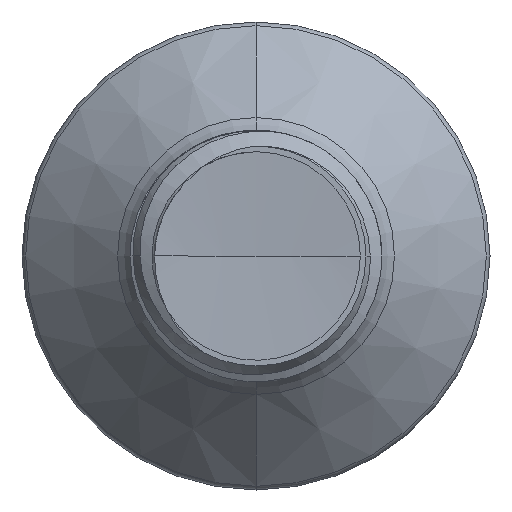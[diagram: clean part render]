
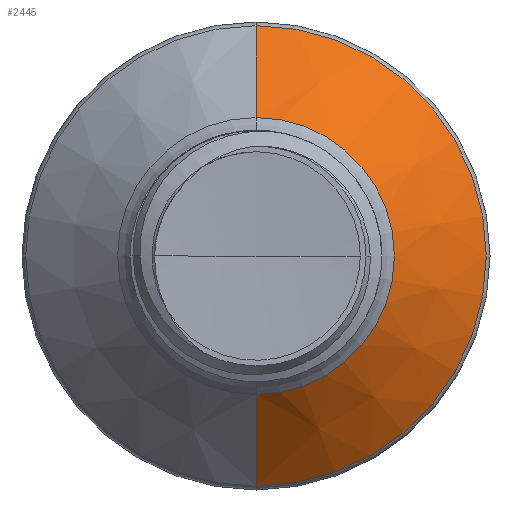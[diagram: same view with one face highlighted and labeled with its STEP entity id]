
A CAD part, front view. The second image highlights one B-rep face of the part: STEP entity #2445.
In plain terms, the highlighted conical face has half-angle 45 degrees and reference radius 2.75 mm.
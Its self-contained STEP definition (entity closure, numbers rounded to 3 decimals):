
#179 = CARTESIAN_POINT ( 'NONE',  ( 0., 6.365, 2.75 ) ) ;
#249 = DIRECTION ( 'NONE',  ( 0., 0., 1. ) ) ;
#1870 = ORIENTED_EDGE ( 'NONE', *, *, #8612, .T. ) ;
#1956 = DIRECTION ( 'NONE',  ( 0., 0.707, 0.707 ) ) ;
#2019 = EDGE_CURVE ( 'NONE', #5802, #16983, #3052, .T. ) ;
#2350 = ORIENTED_EDGE ( 'NONE', *, *, #6366, .T. ) ;
#2445 = ADVANCED_FACE ( 'NONE', ( #15462 ), #8809, .T. ) ;
#2954 = VECTOR ( 'NONE', #1956, 1000. ) ;
#3052 = LINE ( 'NONE', #5156, #2954 ) ;
#3206 = CARTESIAN_POINT ( 'NONE',  ( 0., 6.365, 0. ) ) ;
#3293 = EDGE_CURVE ( 'NONE', #16983, #15999, #8597, .T. ) ;
#4244 = CARTESIAN_POINT ( 'NONE',  ( 0., 8.192, -4.577 ) ) ;
#4290 = CARTESIAN_POINT ( 'NONE',  ( 0., 6.365, -2.75 ) ) ;
#4387 = DIRECTION ( 'NONE',  ( 0., 0.707, -0.707 ) ) ;
#5156 = CARTESIAN_POINT ( 'NONE',  ( 0., 6.365, 2.75 ) ) ;
#5404 = CARTESIAN_POINT ( 'NONE',  ( 0., 6.365, -2.75 ) ) ;
#5495 = AXIS2_PLACEMENT_3D ( 'NONE', #3206, #10582, #12997 ) ;
#5802 = VERTEX_POINT ( 'NONE', #179 ) ;
#6366 = EDGE_CURVE ( 'NONE', #15419, #15999, #7742, .T. ) ;
#7742 = LINE ( 'NONE', #4290, #10823 ) ;
#8597 = CIRCLE ( 'NONE', #10302, 4.577 ) ;
#8612 = EDGE_CURVE ( 'NONE', #5802, #15419, #14663, .T. ) ;
#8672 = EDGE_LOOP ( 'NONE', ( #1870, #2350, #16968, #13845 ) ) ;
#8809 = CONICAL_SURFACE ( 'NONE', #5495, 2.75, 0.785 ) ;
#8875 = DIRECTION ( 'NONE',  ( 0., 1., 0. ) ) ;
#8892 = DIRECTION ( 'NONE',  ( 0., 0., 1. ) ) ;
#8948 = CARTESIAN_POINT ( 'NONE',  ( 0., 8.192, 0. ) ) ;
#9429 = DIRECTION ( 'NONE',  ( 0., 1., 0. ) ) ;
#10302 = AXIS2_PLACEMENT_3D ( 'NONE', #8948, #8875, #8892 ) ;
#10582 = DIRECTION ( 'NONE',  ( 0., 1., 0. ) ) ;
#10823 = VECTOR ( 'NONE', #4387, 1000. ) ;
#12123 = CARTESIAN_POINT ( 'NONE',  ( 0., 8.192, 4.577 ) ) ;
#12997 = DIRECTION ( 'NONE',  ( 0., 0., 1. ) ) ;
#13776 = AXIS2_PLACEMENT_3D ( 'NONE', #16534, #9429, #249 ) ;
#13845 = ORIENTED_EDGE ( 'NONE', *, *, #2019, .F. ) ;
#14663 = CIRCLE ( 'NONE', #13776, 2.75 ) ;
#15419 = VERTEX_POINT ( 'NONE', #5404 ) ;
#15462 = FACE_OUTER_BOUND ( 'NONE', #8672, .T. ) ;
#15999 = VERTEX_POINT ( 'NONE', #4244 ) ;
#16534 = CARTESIAN_POINT ( 'NONE',  ( 0., 6.365, 0. ) ) ;
#16968 = ORIENTED_EDGE ( 'NONE', *, *, #3293, .F. ) ;
#16983 = VERTEX_POINT ( 'NONE', #12123 ) ;
